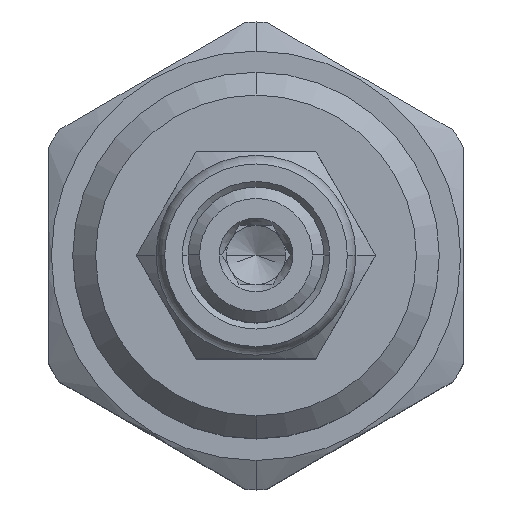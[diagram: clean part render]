
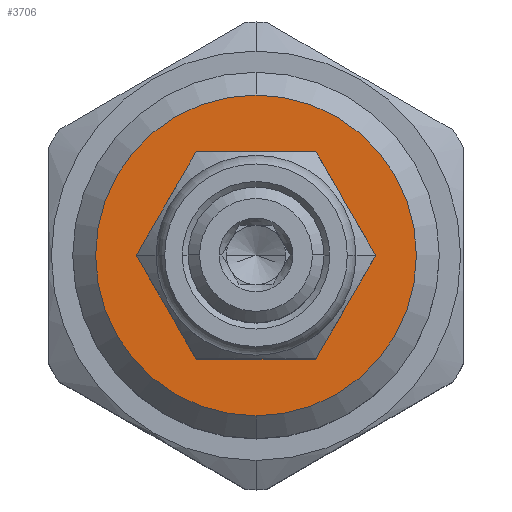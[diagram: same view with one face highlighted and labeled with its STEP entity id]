
A CAD part, top view. The second image highlights one B-rep face of the part: STEP entity #3706.
In plain terms, the highlighted planar face has unit normal (0, 0, 1).
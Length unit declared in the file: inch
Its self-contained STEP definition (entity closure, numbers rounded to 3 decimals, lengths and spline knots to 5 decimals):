
#948=CARTESIAN_POINT('',(0.,0.,3.375));
#949=DIRECTION('',(0.,0.,1.));
#950=DIRECTION('',(-1.,0.,0.));
#951=AXIS2_PLACEMENT_3D('',#948,#949,#950);
#953=CARTESIAN_POINT('',(0.,0.,3.375));
#954=DIRECTION('',(0.,0.,1.));
#955=DIRECTION('',(1.,0.,0.));
#956=AXIS2_PLACEMENT_3D('',#953,#954,#955);
#958=CARTESIAN_POINT('',(0.,0.,3.375));
#959=DIRECTION('',(0.,0.,1.));
#960=DIRECTION('',(0.,-1.,0.));
#961=AXIS2_PLACEMENT_3D('',#958,#959,#960);
#976=CARTESIAN_POINT('',(0.,0.,3.375));
#977=DIRECTION('',(0.,0.,1.));
#978=DIRECTION('',(0.,1.,0.));
#979=AXIS2_PLACEMENT_3D('',#976,#977,#978);
#2411=CARTESIAN_POINT('',(0.,0.435,3.375));
#2412=CARTESIAN_POINT('',(0.,-0.435,3.375));
#2413=VERTEX_POINT('',#2411);
#2414=VERTEX_POINT('',#2412);
#2635=CARTESIAN_POINT('',(-0.271,0.,3.375));
#2636=CARTESIAN_POINT('',(0.271,0.,3.375));
#2637=VERTEX_POINT('',#2635);
#2638=VERTEX_POINT('',#2636);
#3690=CARTESIAN_POINT('',(0.,0.,3.375));
#3691=DIRECTION('',(0.,0.,1.));
#3692=DIRECTION('',(0.,1.,0.));
#3693=AXIS2_PLACEMENT_3D('',#3690,#3691,#3692);
#3694=PLANE('',#3693);
#3696=ORIENTED_EDGE('',*,*,#3695,.F.);
#3698=ORIENTED_EDGE('',*,*,#3697,.F.);
#3699=EDGE_LOOP('',(#3696,#3698));
#3700=FACE_OUTER_BOUND('',#3699,.F.);
#3701=ORIENTED_EDGE('',*,*,#3680,.T.);
#3703=ORIENTED_EDGE('',*,*,#3702,.T.);
#3704=EDGE_LOOP('',(#3701,#3703));
#3705=FACE_BOUND('',#3704,.F.);
#3706=ADVANCED_FACE('',(#3700,#3705),#3694,.T.);
#952=CIRCLE('',#951,0.271);
#957=CIRCLE('',#956,0.271);
#962=CIRCLE('',#961,0.435);
#980=CIRCLE('',#979,0.435);
#3680=EDGE_CURVE('',#2637,#2638,#952,.T.);
#3695=EDGE_CURVE('',#2414,#2413,#962,.T.);
#3697=EDGE_CURVE('',#2413,#2414,#980,.T.);
#3702=EDGE_CURVE('',#2638,#2637,#957,.T.);
